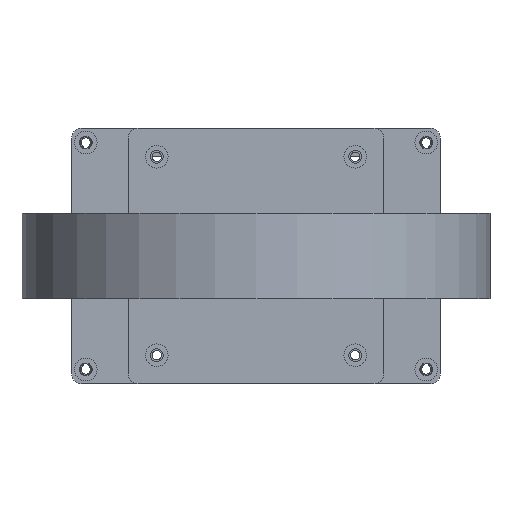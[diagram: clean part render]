
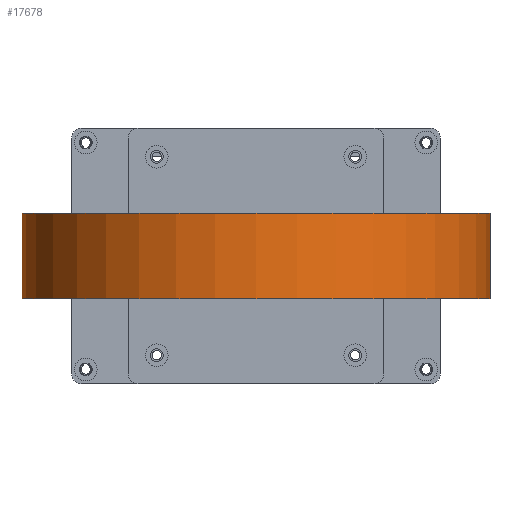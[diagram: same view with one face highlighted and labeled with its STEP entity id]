
A CAD part, front view. The second image highlights one B-rep face of the part: STEP entity #17678.
In plain terms, the highlighted cylindrical face has radius 82.5 mm (diameter 165 mm), a partial arc.
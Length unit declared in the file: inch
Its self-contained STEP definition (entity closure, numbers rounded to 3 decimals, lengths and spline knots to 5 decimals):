
#37 = CARTESIAN_POINT ( 'NONE',  ( -3.95983, -0.55137, 7.08661 ) ) ;
#115 = CIRCLE ( 'NONE', #19198, 3.24803 ) ;
#303 = CARTESIAN_POINT ( 'NONE',  ( 2.53623, -0.55137, 5.90551 ) ) ;
#396 = DIRECTION ( 'NONE',  ( 1., 0., 0. ) ) ;
#437 = CARTESIAN_POINT ( 'NONE',  ( -3.95983, -0.55137, 5.90551 ) ) ;
#490 = LINE ( 'NONE', #303, #9468 ) ;
#602 = DIRECTION ( 'NONE',  ( 0., 0., 1. ) ) ;
#1389 = CARTESIAN_POINT ( 'NONE',  ( -3.95983, -0.55137, 5.90551 ) ) ;
#2012 = EDGE_CURVE ( 'NONE', #10142, #17546, #8569, .T. ) ;
#3356 = VERTEX_POINT ( 'NONE', #16591 ) ;
#3453 = CARTESIAN_POINT ( 'NONE',  ( -0.7118, -0.55137, 5.90551 ) ) ;
#4595 = VERTEX_POINT ( 'NONE', #37 ) ;
#4812 = DIRECTION ( 'NONE',  ( 0., 0., 1. ) ) ;
#5425 = ORIENTED_EDGE ( 'NONE', *, *, #2012, .T. ) ;
#5524 = ORIENTED_EDGE ( 'NONE', *, *, #9295, .F. ) ;
#5762 = DIRECTION ( 'NONE',  ( 0., 0., 1. ) ) ;
#5889 = DIRECTION ( 'NONE',  ( 0., 0., 1. ) ) ;
#7244 = LINE ( 'NONE', #1389, #15422 ) ;
#8540 = ORIENTED_EDGE ( 'NONE', *, *, #11820, .T. ) ;
#8569 = CIRCLE ( 'NONE', #12946, 3.24803 ) ;
#8872 = DIRECTION ( 'NONE',  ( 0., 0., 1. ) ) ;
#9295 = EDGE_CURVE ( 'NONE', #10142, #4595, #7244, .T. ) ;
#9468 = VECTOR ( 'NONE', #4812, 39.37008 ) ;
#9724 = EDGE_CURVE ( 'NONE', #4595, #3356, #115, .T. ) ;
#10142 = VERTEX_POINT ( 'NONE', #437 ) ;
#10346 = CARTESIAN_POINT ( 'NONE',  ( -0.7118, -0.55137, 5.90551 ) ) ;
#11163 = FACE_OUTER_BOUND ( 'NONE', #14730, .T. ) ;
#11722 = DIRECTION ( 'NONE',  ( 1., 0., 0. ) ) ;
#11820 = EDGE_CURVE ( 'NONE', #17546, #3356, #490, .T. ) ;
#12946 = AXIS2_PLACEMENT_3D ( 'NONE', #10346, #8872, #16132 ) ;
#14013 = CYLINDRICAL_SURFACE ( 'NONE', #16573, 3.24803 ) ;
#14730 = EDGE_LOOP ( 'NONE', ( #5524, #5425, #8540, #18647 ) ) ;
#15096 = CARTESIAN_POINT ( 'NONE',  ( 2.53623, -0.55137, 5.90551 ) ) ;
#15422 = VECTOR ( 'NONE', #5889, 39.37008 ) ;
#16132 = DIRECTION ( 'NONE',  ( 1., 0., 0. ) ) ;
#16573 = AXIS2_PLACEMENT_3D ( 'NONE', #3453, #602, #396 ) ;
#16591 = CARTESIAN_POINT ( 'NONE',  ( 2.53623, -0.55137, 7.08661 ) ) ;
#17546 = VERTEX_POINT ( 'NONE', #15096 ) ;
#17678 = ADVANCED_FACE ( 'NONE', ( #11163 ), #14013, .T. ) ;
#18647 = ORIENTED_EDGE ( 'NONE', *, *, #9724, .F. ) ;
#19174 = CARTESIAN_POINT ( 'NONE',  ( -0.7118, -0.55137, 7.08661 ) ) ;
#19198 = AXIS2_PLACEMENT_3D ( 'NONE', #19174, #5762, #11722 ) ;
